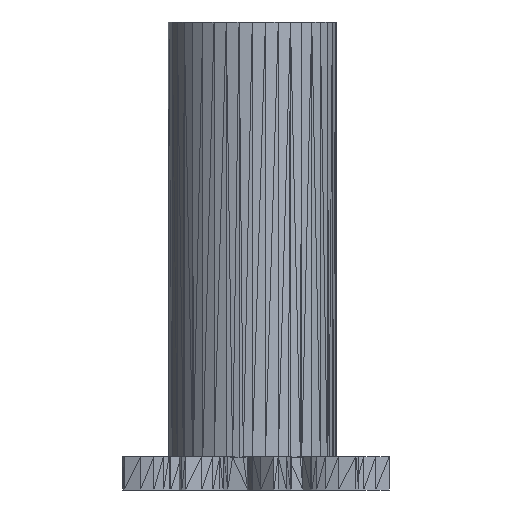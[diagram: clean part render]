
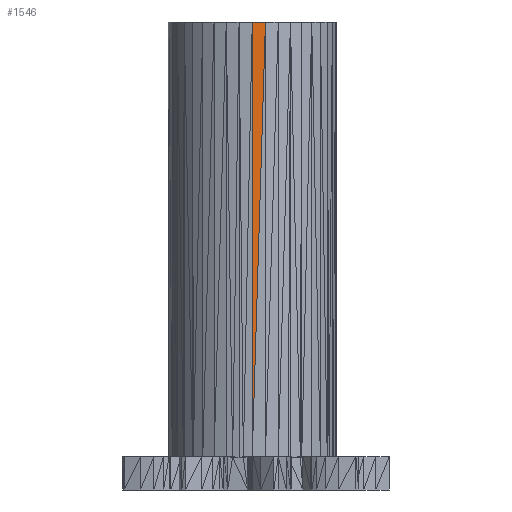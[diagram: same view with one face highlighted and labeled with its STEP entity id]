
A CAD part, front view. The second image highlights one B-rep face of the part: STEP entity #1546.
In plain terms, the highlighted planar face has unit normal (0.079, -0.997, 0).
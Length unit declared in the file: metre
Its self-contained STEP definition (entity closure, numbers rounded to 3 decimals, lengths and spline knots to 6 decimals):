
#1546 = ADVANCED_FACE('',(#1547),#1561,.T.);
#1547 = FACE_BOUND('',#1548,.T.);
#1548 = EDGE_LOOP('',(#1549,#1583,#1610));
#1549 = ORIENTED_EDGE('',*,*,#1550,.T.);
#1550 = EDGE_CURVE('',#1551,#1553,#1555,.T.);
#1551 = VERTEX_POINT('',#1552);
#1552 = CARTESIAN_POINT('',(0.,-7.5,-38.7375));
#1553 = VERTEX_POINT('',#1554);
#1554 = CARTESIAN_POINT('',(1.17326,-7.40766,0.));
#1555 = SURFACE_CURVE('',#1556,(#1560,#1572),.PCURVE_S1.);
#1556 = LINE('',#1557,#1558);
#1557 = CARTESIAN_POINT('',(0.,-7.5,-38.7375));
#1558 = VECTOR('',#1559,1.);
#1559 = DIRECTION('',(0.03,0.002,
    1.));
#1560 = PCURVE('',#1561,#1566);
#1561 = PLANE('',#1562);
#1562 = AXIS2_PLACEMENT_3D('',#1563,#1564,#1565);
#1563 = CARTESIAN_POINT('',(0.29777,-7.476564,
    -19.078996));
#1564 = DIRECTION('',(0.078,-0.997,
    0.));
#1565 = DIRECTION('',(-0.997,-0.078,0.));
#1566 = DEFINITIONAL_REPRESENTATION('',(#1567),#1571);
#1567 = LINE('',#1568,#1569);
#1568 = CARTESIAN_POINT('',(0.299,19.659));
#1569 = VECTOR('',#1570,1.);
#1570 = DIRECTION('',(-0.03,-1.));
#1571 = ( GEOMETRIC_REPRESENTATION_CONTEXT(2) 
PARAMETRIC_REPRESENTATION_CONTEXT() REPRESENTATION_CONTEXT('2D SPACE',''
  ) );
#1572 = PCURVE('',#1573,#1578);
#1573 = PLANE('',#1574);
#1574 = AXIS2_PLACEMENT_3D('',#1575,#1576,#1577);
#1575 = CARTESIAN_POINT('',(0.87549,-7.431096,
    -19.658504));
#1576 = DIRECTION('',(0.078,-0.997,
    0.));
#1577 = DIRECTION('',(-0.997,-0.078,0.));
#1578 = DEFINITIONAL_REPRESENTATION('',(#1579),#1582);
#1579 = B_SPLINE_CURVE_WITH_KNOTS('',1,(#1580,#1581),.UNSPECIFIED.,.F.,
  .F.,(2,2),(0.,38.755373),.PIECEWISE_BEZIER_KNOTS.);
#1580 = CARTESIAN_POINT('',(0.878,19.079));
#1581 = CARTESIAN_POINT('',(-0.299,-19.659));
#1582 = ( GEOMETRIC_REPRESENTATION_CONTEXT(2) 
PARAMETRIC_REPRESENTATION_CONTEXT() REPRESENTATION_CONTEXT('2D SPACE',''
  ) );
#1583 = ORIENTED_EDGE('',*,*,#1584,.T.);
#1584 = EDGE_CURVE('',#1553,#1585,#1587,.T.);
#1585 = VERTEX_POINT('',#1586);
#1586 = CARTESIAN_POINT('',(0.,-7.5,0.));
#1587 = SURFACE_CURVE('',#1588,(#1592,#1599),.PCURVE_S1.);
#1588 = LINE('',#1589,#1590);
#1589 = CARTESIAN_POINT('',(1.17326,-7.40766,0.));
#1590 = VECTOR('',#1591,1.);
#1591 = DIRECTION('',(-0.997,-0.078,
    0.));
#1592 = PCURVE('',#1561,#1593);
#1593 = DEFINITIONAL_REPRESENTATION('',(#1594),#1598);
#1594 = LINE('',#1595,#1596);
#1595 = CARTESIAN_POINT('',(-0.878,-19.079));
#1596 = VECTOR('',#1597,1.);
#1597 = DIRECTION('',(1.,0.));
#1598 = ( GEOMETRIC_REPRESENTATION_CONTEXT(2) 
PARAMETRIC_REPRESENTATION_CONTEXT() REPRESENTATION_CONTEXT('2D SPACE',''
  ) );
#1599 = PCURVE('',#1600,#1605);
#1600 = PLANE('',#1601);
#1601 = AXIS2_PLACEMENT_3D('',#1602,#1603,#1604);
#1602 = CARTESIAN_POINT('',(0.142737,-5.579716,
    0.));
#1603 = DIRECTION('',(0.,0.,1.));
#1604 = DIRECTION('',(0.,1.,0.));
#1605 = DEFINITIONAL_REPRESENTATION('',(#1606),#1609);
#1606 = B_SPLINE_CURVE_WITH_KNOTS('',1,(#1607,#1608),.UNSPECIFIED.,.F.,
  .F.,(2,2),(0.,1.176888),.PIECEWISE_BEZIER_KNOTS.);
#1607 = CARTESIAN_POINT('',(-1.828,-1.031));
#1608 = CARTESIAN_POINT('',(-1.92,0.143));
#1609 = ( GEOMETRIC_REPRESENTATION_CONTEXT(2) 
PARAMETRIC_REPRESENTATION_CONTEXT() REPRESENTATION_CONTEXT('2D SPACE',''
  ) );
#1610 = ORIENTED_EDGE('',*,*,#1611,.T.);
#1611 = EDGE_CURVE('',#1585,#1551,#1612,.T.);
#1612 = SURFACE_CURVE('',#1613,(#1617,#1624),.PCURVE_S1.);
#1613 = LINE('',#1614,#1615);
#1614 = CARTESIAN_POINT('',(0.,-7.5,0.));
#1615 = VECTOR('',#1616,1.);
#1616 = DIRECTION('',(0.,0.,-1.));
#1617 = PCURVE('',#1561,#1618);
#1618 = DEFINITIONAL_REPRESENTATION('',(#1619),#1623);
#1619 = LINE('',#1620,#1621);
#1620 = CARTESIAN_POINT('',(0.299,-19.079));
#1621 = VECTOR('',#1622,1.);
#1622 = DIRECTION('',(0.,1.));
#1623 = ( GEOMETRIC_REPRESENTATION_CONTEXT(2) 
PARAMETRIC_REPRESENTATION_CONTEXT() REPRESENTATION_CONTEXT('2D SPACE',''
  ) );
#1624 = PCURVE('',#1625,#1630);
#1625 = PLANE('',#1626);
#1626 = AXIS2_PLACEMENT_3D('',#1627,#1628,#1629);
#1627 = CARTESIAN_POINT('',(-0.201215,-7.484163,
    -19.566467));
#1628 = DIRECTION('',(-0.078,-0.997,
    0.));
#1629 = DIRECTION('',(-0.997,0.078,0.));
#1630 = DEFINITIONAL_REPRESENTATION('',(#1631),#1634);
#1631 = B_SPLINE_CURVE_WITH_KNOTS('',1,(#1632,#1633),.UNSPECIFIED.,.F.,
  .F.,(2,2),(0.,38.7375),.PIECEWISE_BEZIER_KNOTS.);
#1632 = CARTESIAN_POINT('',(-0.202,-19.566));
#1633 = CARTESIAN_POINT('',(-0.202,19.171));
#1634 = ( GEOMETRIC_REPRESENTATION_CONTEXT(2) 
PARAMETRIC_REPRESENTATION_CONTEXT() REPRESENTATION_CONTEXT('2D SPACE',''
  ) );
